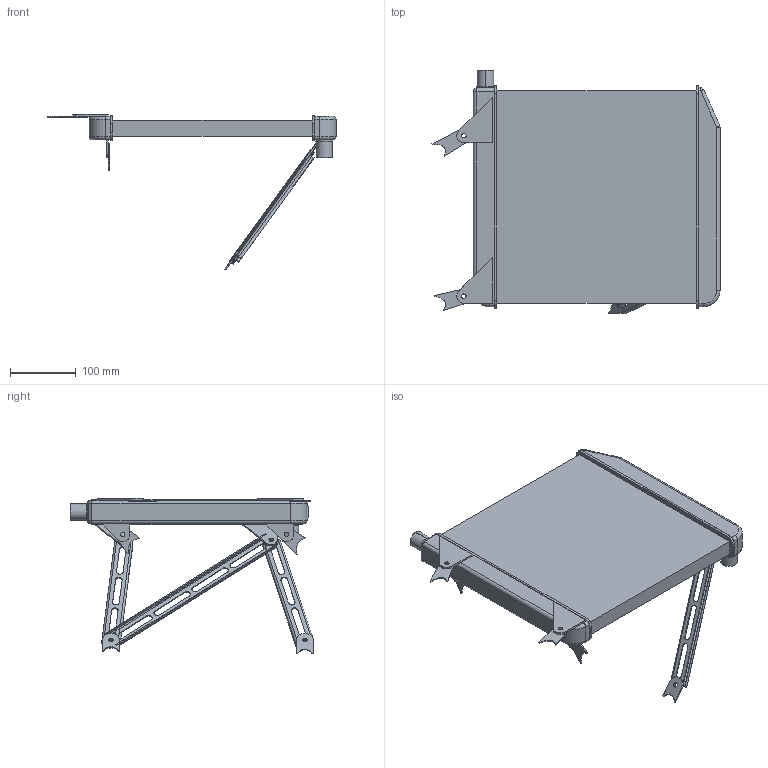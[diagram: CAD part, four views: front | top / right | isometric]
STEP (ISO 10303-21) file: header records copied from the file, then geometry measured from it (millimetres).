
FILE_DESCRIPTION (( 'STEP AP214' ), '1' );
FILE_NAME ('Radiator1SplitAssembly.STEP', '2019-01-26T03:54:40', ( 'pattaya2u' ), ( 'Microsoft' ), 'SwSTEP 2.0', 'SolidWorks 2018', '' );
FILE_SCHEMA (( 'AUTOMOTIVE_DESIGN' ));
Length unit declared in the file: millimetre
Products named in the file (11): 01-520-0001.6; Radiator1SplitAssembly; 01-520-0001.3; 01-520-0001.4; 01-520-0001.5; 01-520-0001.8; 01-520-0001.9; 01-520-0001.A; 01-520-0001.1; 01-520-0001.7; 01-520-0001.2
Assembly tree (10 placements, depth 2):
  Radiator1SplitAssembly
    01-520-0001.1
    01-520-0001.2
    01-520-0001.3
    01-520-0001.4
    01-520-0001.5
    01-520-0001.6
    01-520-0001.7
    01-520-0001.8
    01-520-0001.9
    01-520-0001.A
Bounding box: 439.71 x 371.52 x 236.94 mm (x, y, z)
Volume: 3274109.9 mm3; surface area: 375674.9 mm2
Topology: 10 solids, 10 shells, 348 faces, 857 edges, 538 vertices
Faces by surface type: plane 182, cylinder 148, torus 10, bspline 8
Entity records: 10852 total; most frequent: DIRECTION 1877, CARTESIAN_POINT 1869, ORIENTED_EDGE 1714, EDGE_CURVE 857, AXIS2_PLACEMENT_3D 686, VERTEX_POINT 538, LINE 505, VECTOR 505
